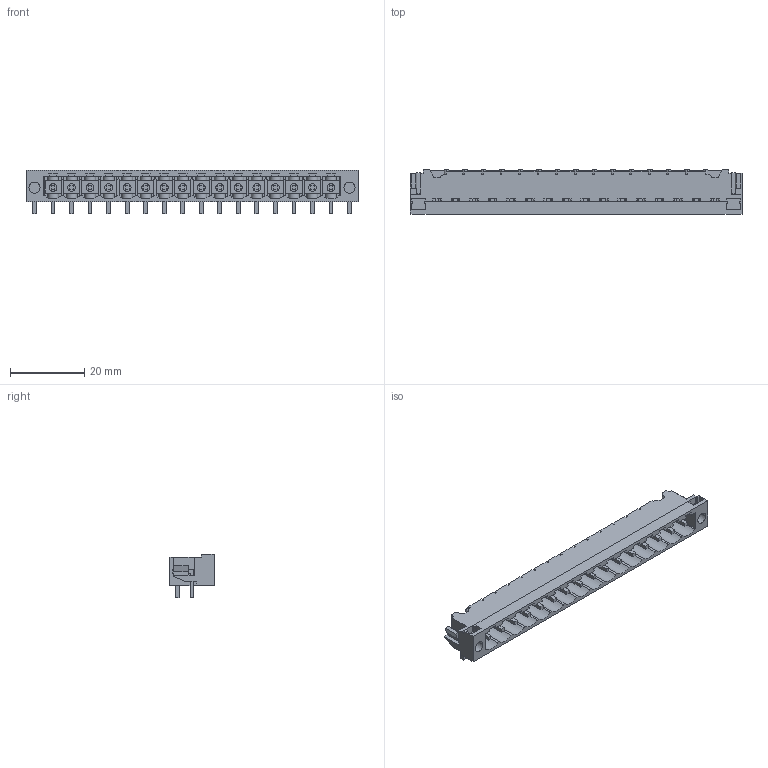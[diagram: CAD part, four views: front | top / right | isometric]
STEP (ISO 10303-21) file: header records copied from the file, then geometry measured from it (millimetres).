
FILE_DESCRIPTION(('CATIA V5 STEP Exchange','CAx-IF Rec.Pracs.--- Model Styling and Organization---1.2---2011-12-15'),'2;1');
FILE_NAME ('7601257_2_1840490000_1840490000.stp','2018-03-08T09:52:00+00:00',('none'),('Weidmueller'),'CATIA Version 5-6 Release 2014','CATIA V5 STEP AP214','none');
FILE_SCHEMA(('AUTOMOTIVE_DESIGN { 1 0 10303 214 1 1 1 1 }'));
Length unit declared in the file: millimetre
Products named in the file (1): 1840490000
Bounding box: 89.6 x 12 x 11.63 mm (x, y, z)
Volume: 3331.1 mm3; surface area: 7809.3 mm2
Topology: 19 solids, 19 shells, 1139 faces, 3541 edges, 2409 vertices
Faces by surface type: plane 939, cylinder 200
Entity records: 36729 total; most frequent: CARTESIAN_POINT 7328, ORIENTED_EDGE 7082, DIRECTION 4624, EDGE_CURVE 3541, VECTOR 2950, LINE 2950, VERTEX_POINT 2409, EDGE_LOOP 1176
